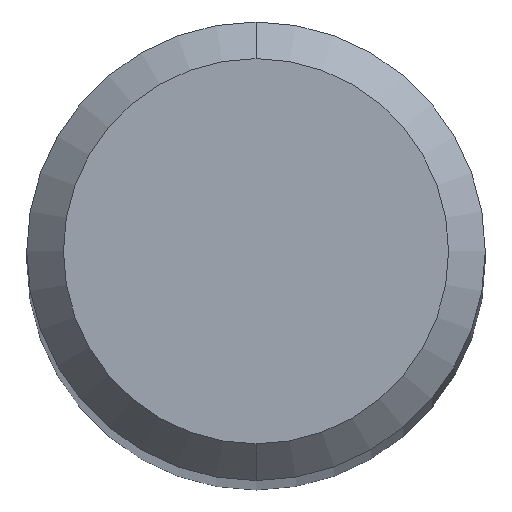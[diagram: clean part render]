
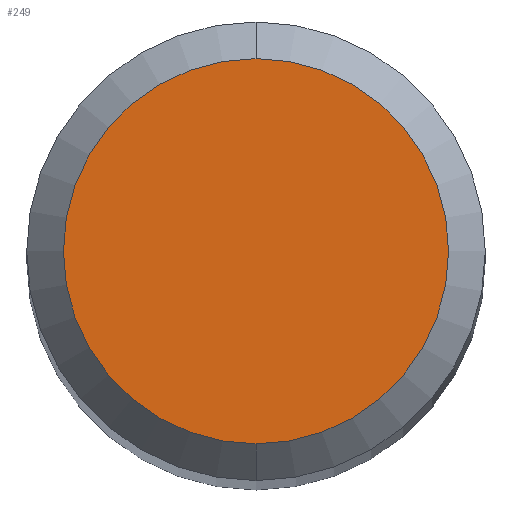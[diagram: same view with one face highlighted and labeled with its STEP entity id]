
A CAD part, top view. The second image highlights one B-rep face of the part: STEP entity #249.
In plain terms, the highlighted planar face has unit normal (0, 0, 1).
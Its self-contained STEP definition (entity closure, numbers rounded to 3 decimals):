
#177=VERTEX_POINT('',#395);
#249=ADVANCED_FACE('',(#476),#477,.T.);
#251=EDGE_CURVE('',#177,#279,#479,.T.);
#279=VERTEX_POINT('',#511);
#307=EDGE_CURVE('',#279,#177,#545,.T.);
#395=CARTESIAN_POINT('',(0.,-1.05,0.0));
#476=FACE_OUTER_BOUND('',#751,.T.);
#477=PLANE('',#752);
#479=CIRCLE('',#755,1.05);
#511=CARTESIAN_POINT('',(0.0,1.05,0.0));
#545=CIRCLE('',#836,1.05);
#751=EDGE_LOOP('',(#1012,#1013));
#752=AXIS2_PLACEMENT_3D('',#1014,#1015,#1016);
#755=AXIS2_PLACEMENT_3D('',#1017,#1018,#1019);
#836=AXIS2_PLACEMENT_3D('',#1118,#1119,#1120);
#1012=ORIENTED_EDGE('',*,*,#307,.F.);
#1013=ORIENTED_EDGE('',*,*,#251,.F.);
#1014=CARTESIAN_POINT('',(0.0,0.525,0.0));
#1015=DIRECTION('',(-0.0,0.0,1.0));
#1016=DIRECTION('',(0.0,-1.0,0.0));
#1017=CARTESIAN_POINT('',(0.0,0.0,0.0));
#1018=DIRECTION('',(0.0,0.0,-1.0));
#1019=DIRECTION('',(0.0,1.0,0.0));
#1118=CARTESIAN_POINT('',(0.0,0.0,0.0));
#1119=DIRECTION('',(0.0,0.0,-1.0));
#1120=DIRECTION('',(0.0,1.0,0.0));
